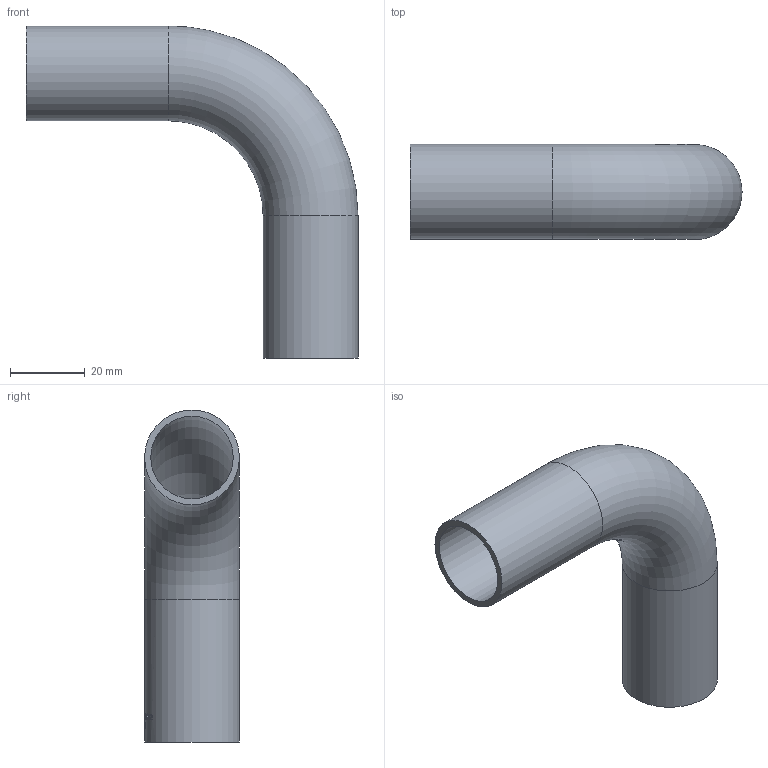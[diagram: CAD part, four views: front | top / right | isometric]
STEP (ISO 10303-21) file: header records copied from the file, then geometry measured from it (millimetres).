
FILE_DESCRIPTION(/* description */ (''),/* implementation_level */ '2;1');
FILE_NAME(/* name */ 'S2S-1.stp',/* time_stamp */ '2018-11-16T10:37:15-05:00',/* author */ ('rick'),/* organization */ (''),/* preprocessor_version */ 'ST-DEVELOPER v15.2',/* originating_system */ 'Autodesk Inventor 2014',/* authorisation */ '');
FILE_SCHEMA (('AUTOMOTIVE_DESIGN { 1 0 10303 214 3 1 1 }'));
Length unit declared in the file: inch
Products named in the file (1): S2S-1
Bounding box: 88.9 x 25.4 x 88.9 mm (x, y, z)
Volume: 16757.2 mm3; surface area: 20561.4 mm2
Topology: 1 solids, 1 shells, 306 faces, 830 edges, 553 vertices
Faces by surface type: bspline 163, plane 110, cylinder 31, torus 2
Full cylindrical faces by diameter (mm): 22.098 x2, 25.4 x2
Entity records: 12600 total; most frequent: CARTESIAN_POINT 5868, ORIENTED_EDGE 1642, DIRECTION 909, EDGE_CURVE 821, VERTEX_POINT 550, LINE 369, VECTOR 369, EDGE_LOOP 341
